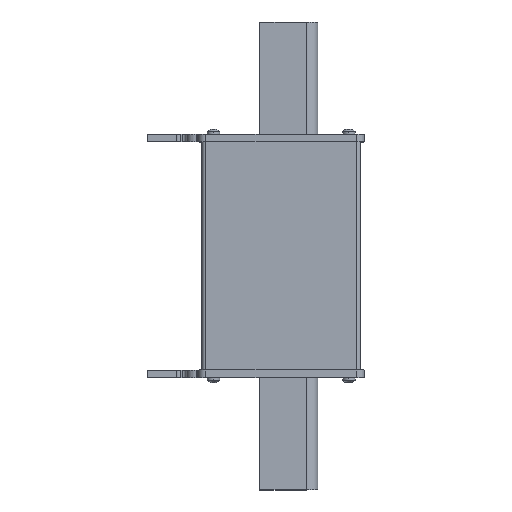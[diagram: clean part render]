
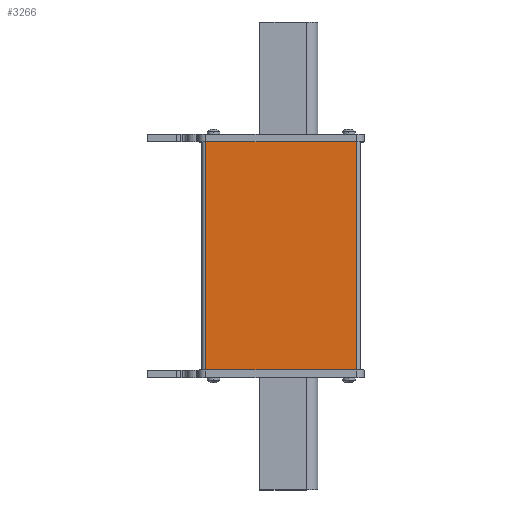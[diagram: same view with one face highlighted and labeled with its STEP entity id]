
A CAD part, top view. The second image highlights one B-rep face of the part: STEP entity #3266.
In plain terms, the highlighted planar face has unit normal (0, 0, 1).
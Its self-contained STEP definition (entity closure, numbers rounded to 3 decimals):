
#12 = VECTOR ( 'NONE', #2280, 1000. ) ;
#214 = LINE ( 'NONE', #4290, #12 ) ;
#296 = VERTEX_POINT ( 'NONE', #2638 ) ;
#297 = AXIS2_PLACEMENT_3D ( 'NONE', #2714, #1058, #313 ) ;
#313 = DIRECTION ( 'NONE',  ( 1., 0., 0. ) ) ;
#499 = VECTOR ( 'NONE', #1611, 1000. ) ;
#532 = DIRECTION ( 'NONE',  ( 0., 1., 0. ) ) ;
#653 = PLANE ( 'NONE',  #297 ) ;
#765 = LINE ( 'NONE', #3654, #499 ) ;
#908 = VECTOR ( 'NONE', #532, 1000. ) ;
#1058 = DIRECTION ( 'NONE',  ( 0., 0., 1. ) ) ;
#1127 = CARTESIAN_POINT ( 'NONE',  ( 21., 61., 13.5 ) ) ;
#1554 = EDGE_CURVE ( 'NONE', #3087, #1590, #4275, .T. ) ;
#1590 = VERTEX_POINT ( 'NONE', #2939 ) ;
#1611 = DIRECTION ( 'NONE',  ( 0., 1., 0. ) ) ;
#1835 = ORIENTED_EDGE ( 'NONE', *, *, #3969, .T. ) ;
#1844 = VERTEX_POINT ( 'NONE', #1127 ) ;
#1888 = ORIENTED_EDGE ( 'NONE', *, *, #1554, .F. ) ;
#1910 = CARTESIAN_POINT ( 'NONE',  ( -18., 2., 13.5 ) ) ;
#2055 = DIRECTION ( 'NONE',  ( 1., 0., 0. ) ) ;
#2280 = DIRECTION ( 'NONE',  ( 1., 0., 0. ) ) ;
#2504 = LINE ( 'NONE', #4077, #3075 ) ;
#2638 = CARTESIAN_POINT ( 'NONE',  ( 21., 2., 13.5 ) ) ;
#2714 = CARTESIAN_POINT ( 'NONE',  ( -18., 2., 13.5 ) ) ;
#2939 = CARTESIAN_POINT ( 'NONE',  ( -18., 61., 13.5 ) ) ;
#3075 = VECTOR ( 'NONE', #2055, 1000. ) ;
#3087 = VERTEX_POINT ( 'NONE', #4267 ) ;
#3266 = ADVANCED_FACE ( 'NONE', ( #3581 ), #653, .T. ) ;
#3581 = FACE_OUTER_BOUND ( 'NONE', #3908, .T. ) ;
#3654 = CARTESIAN_POINT ( 'NONE',  ( 21., 2., 13.5 ) ) ;
#3749 = EDGE_CURVE ( 'NONE', #1590, #1844, #214, .T. ) ;
#3861 = EDGE_CURVE ( 'NONE', #296, #1844, #765, .T. ) ;
#3908 = EDGE_LOOP ( 'NONE', ( #4052, #1888, #1835, #4207 ) ) ;
#3969 = EDGE_CURVE ( 'NONE', #3087, #296, #2504, .T. ) ;
#4052 = ORIENTED_EDGE ( 'NONE', *, *, #3749, .F. ) ;
#4077 = CARTESIAN_POINT ( 'NONE',  ( -18., 2., 13.5 ) ) ;
#4207 = ORIENTED_EDGE ( 'NONE', *, *, #3861, .T. ) ;
#4267 = CARTESIAN_POINT ( 'NONE',  ( -18., 2., 13.5 ) ) ;
#4275 = LINE ( 'NONE', #1910, #908 ) ;
#4290 = CARTESIAN_POINT ( 'NONE',  ( -18., 61., 13.5 ) ) ;
